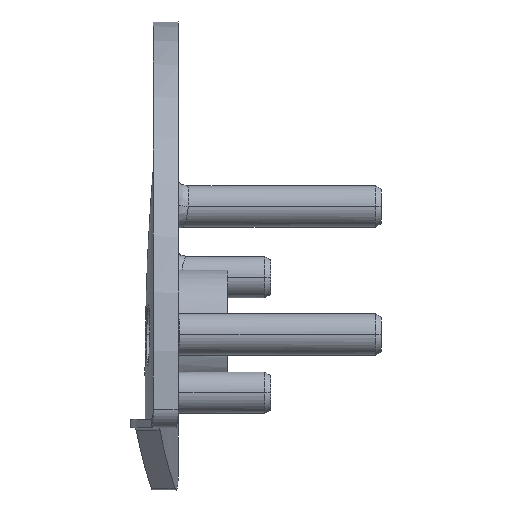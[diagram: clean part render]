
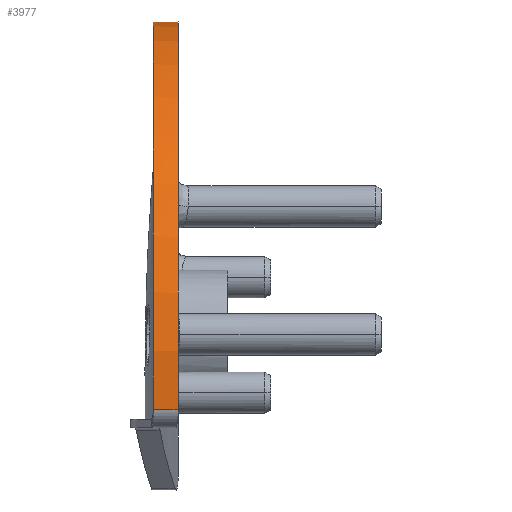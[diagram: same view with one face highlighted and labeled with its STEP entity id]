
A CAD part, left-side view. The second image highlights one B-rep face of the part: STEP entity #3977.
In plain terms, the highlighted cylindrical face has radius 58.9 mm (diameter 117.8 mm), a partial arc.
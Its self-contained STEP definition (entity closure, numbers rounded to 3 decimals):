
#1136=CARTESIAN_POINT('',(56.121,44.884,-17.879));
#1154=DIRECTION('',(0.,1.,0.));
#1155=VECTOR('',#1154,4.222);
#1156=CARTESIAN_POINT('',(56.121,44.884,-17.879));
#1157=LINE('',#1156,#1155);
#1569=CARTESIAN_POINT('',(0.,49.106,0.));
#1570=DIRECTION('',(0.,-1.,0.));
#1571=DIRECTION('',(0.953,0.,-0.304));
#1572=AXIS2_PLACEMENT_3D('',#1569,#1570,#1571);
#1577=CARTESIAN_POINT('',(0.,44.884,0.));
#1578=DIRECTION('',(0.,-1.,0.));
#1579=DIRECTION('',(0.953,0.,-0.304));
#1580=AXIS2_PLACEMENT_3D('',#1577,#1578,#1579);
#1585=CARTESIAN_POINT('',(0.,44.884,0.));
#1586=DIRECTION('',(0.,-1.,0.));
#1587=DIRECTION('',(0.,0.,1.));
#1588=AXIS2_PLACEMENT_3D('',#1585,#1586,#1587);
#1593=DIRECTION('',(0.,1.,0.));
#1594=VECTOR('',#1593,4.222);
#1595=CARTESIAN_POINT('',(-58.518,44.884,
-6.698));
#1596=LINE('',#1595,#1594);
#2734=VERTEX_POINT('',#1136);
#2735=CARTESIAN_POINT('',(0.,44.884,58.9));
#2736=CARTESIAN_POINT('',(-58.518,44.884,
-6.698));
#2737=VERTEX_POINT('',#2735);
#2738=VERTEX_POINT('',#2736);
#2752=CARTESIAN_POINT('',(56.121,49.106,-17.879));
#2753=CARTESIAN_POINT('',(-58.518,49.106,
-6.698));
#2754=VERTEX_POINT('',#2752);
#2755=VERTEX_POINT('',#2753);
#3965=CARTESIAN_POINT('',(0.,39.5,0.));
#3966=DIRECTION('',(0.,-1.,0.));
#3967=DIRECTION('',(-1.,0.,0.));
#3968=AXIS2_PLACEMENT_3D('',#3965,#3966,#3967);
#3969=CYLINDRICAL_SURFACE('',#3968,58.9);
#3970=ORIENTED_EDGE('',*,*,#3504,.F.);
#3971=ORIENTED_EDGE('',*,*,#3584,.F.);
#3972=ORIENTED_EDGE('',*,*,#2972,.T.);
#3973=ORIENTED_EDGE('',*,*,#2910,.T.);
#3974=ORIENTED_EDGE('',*,*,#3956,.T.);
#3975=EDGE_LOOP('',(#3970,#3971,#3972,#3973,#3974));
#3976=FACE_OUTER_BOUND('',#3975,.F.);
#1573=CIRCLE('',#1572,58.9);
#1581=CIRCLE('',#1580,58.9);
#1589=CIRCLE('',#1588,58.9);
#2910=EDGE_CURVE('',#2737,#2738,#1589,.T.);
#2972=EDGE_CURVE('',#2734,#2737,#1581,.T.);
#3504=EDGE_CURVE('',#2754,#2755,#1573,.T.);
#3584=EDGE_CURVE('',#2734,#2754,#1157,.T.);
#3956=EDGE_CURVE('',#2738,#2755,#1596,.T.);
#3977=ADVANCED_FACE('',(#3976),#3969,.T.);
